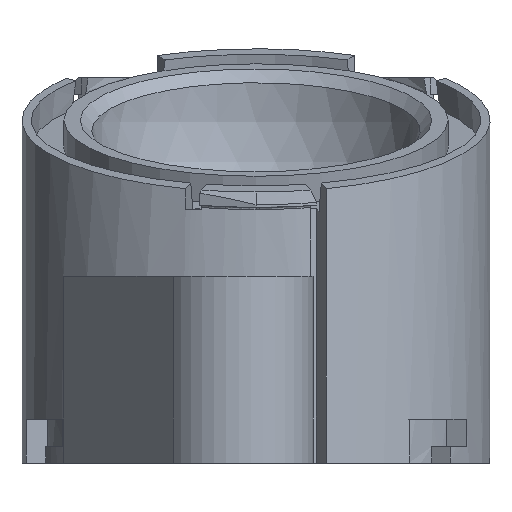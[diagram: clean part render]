
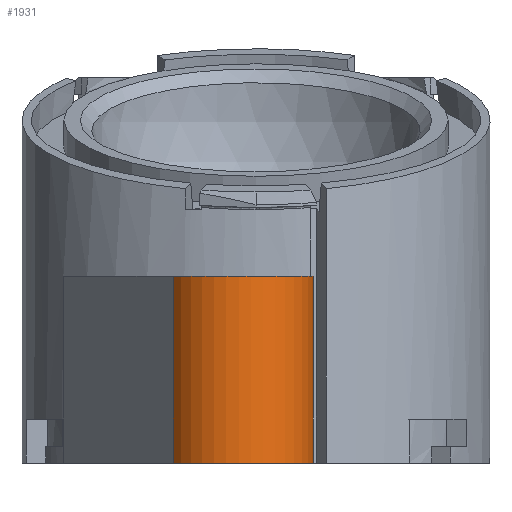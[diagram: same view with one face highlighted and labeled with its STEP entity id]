
A CAD part, front view. The second image highlights one B-rep face of the part: STEP entity #1931.
In plain terms, the highlighted cylindrical face has radius 7 mm (diameter 14 mm), a partial arc.
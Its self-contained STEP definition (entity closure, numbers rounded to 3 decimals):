
#108=FACE_OUTER_BOUND('',#213,.T.);
#213=EDGE_LOOP('',(#1379,#1380,#1381,#1382));
#373=CIRCLE('',#2087,7.);
#374=CIRCLE('',#2088,7.);
#431=LINE('',#2901,#594);
#462=LINE('',#3140,#625);
#594=VECTOR('',#2263,10.);
#625=VECTOR('',#2380,10.);
#787=VERTEX_POINT('',#2898);
#788=VERTEX_POINT('',#2900);
#854=VERTEX_POINT('',#3136);
#855=VERTEX_POINT('',#3138);
#989=EDGE_CURVE('',#787,#788,#431,.T.);
#1064=EDGE_CURVE('',#788,#854,#373,.T.);
#1065=EDGE_CURVE('',#855,#787,#374,.T.);
#1066=EDGE_CURVE('',#854,#855,#462,.T.);
#1379=ORIENTED_EDGE('',*,*,#1064,.F.);
#1380=ORIENTED_EDGE('',*,*,#989,.F.);
#1381=ORIENTED_EDGE('',*,*,#1065,.F.);
#1382=ORIENTED_EDGE('',*,*,#1066,.F.);
#1895=CYLINDRICAL_SURFACE('',#2086,7.);
#1931=ADVANCED_FACE('',(#108),#1895,.T.);
#2086=AXIS2_PLACEMENT_3D('',#3135,#2374,#2375);
#2087=AXIS2_PLACEMENT_3D('',#3137,#2376,#2377);
#2088=AXIS2_PLACEMENT_3D('',#3139,#2378,#2379);
#2263=DIRECTION('',(0.,0.,-1.));
#2374=DIRECTION('center_axis',(0.,0.,1.));
#2375=DIRECTION('ref_axis',(0.962,0.272,0.));
#2376=DIRECTION('center_axis',(0.,0.,-1.));
#2377=DIRECTION('ref_axis',(0.962,0.272,0.));
#2378=DIRECTION('center_axis',(0.,0.,1.));
#2379=DIRECTION('ref_axis',(0.962,0.272,0.));
#2380=DIRECTION('',(0.,0.,1.));
#2898=CARTESIAN_POINT('',(4.965,-20.731,-5.5));
#2900=CARTESIAN_POINT('',(4.965,-20.731,-22.5));
#2901=CARTESIAN_POINT('',(4.965,-20.731,0.));
#3135=CARTESIAN_POINT('Origin',(-1.772,-22.633,-22.5));
#3136=CARTESIAN_POINT('',(-7.532,-26.61,-22.5));
#3137=CARTESIAN_POINT('Origin',(-1.772,-22.633,-22.5));
#3138=CARTESIAN_POINT('',(-7.532,-26.61,-5.5));
#3139=CARTESIAN_POINT('Origin',(-1.772,-22.633,-5.5));
#3140=CARTESIAN_POINT('',(-7.532,-26.61,-22.5));
